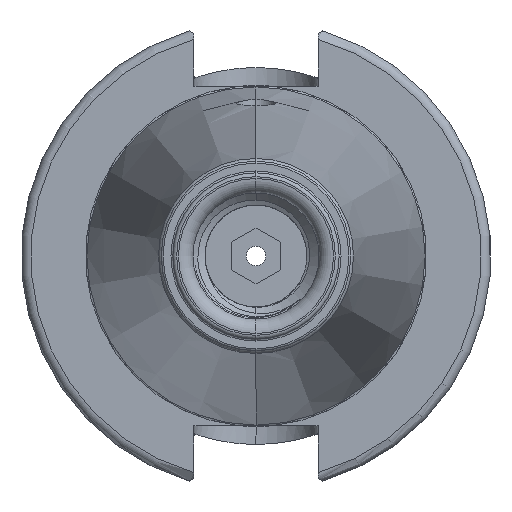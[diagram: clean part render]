
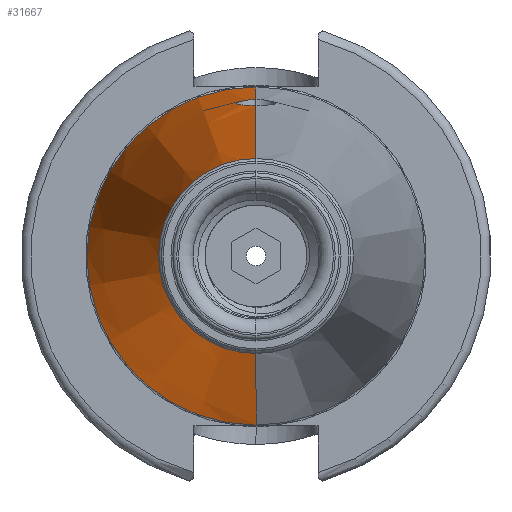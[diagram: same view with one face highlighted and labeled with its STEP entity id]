
A CAD part, left-side view. The second image highlights one B-rep face of the part: STEP entity #31667.
In plain terms, the highlighted conical face has half-angle 8.297 degrees and reference radius 35.027 mm.
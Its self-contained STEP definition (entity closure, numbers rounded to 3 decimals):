
#7976 = CARTESIAN_POINT ( 'NONE',  ( -110.123, 0., -20.207 ) ) ;
#7998 = CARTESIAN_POINT ( 'NONE',  ( -8.5, 0., 35.027 ) ) ;
#8036 = CARTESIAN_POINT ( 'NONE',  ( -110.123, 0., 20.207 ) ) ;
#8038 = CARTESIAN_POINT ( 'NONE',  ( -8.5, 0., -35.027 ) ) ;
#11932 = ORIENTED_EDGE ( 'NONE', *, *, #51161, .T. ) ;
#11936 = ORIENTED_EDGE ( 'NONE', *, *, #51204, .F. ) ;
#11943 = ORIENTED_EDGE ( 'NONE', *, *, #51205, .T. ) ;
#11964 = ORIENTED_EDGE ( 'NONE', *, *, #51189, .F. ) ;
#11974 = ORIENTED_EDGE ( 'NONE', *, *, #51159, .F. ) ;
#11975 = ORIENTED_EDGE ( 'NONE', *, *, #51203, .T. ) ;
#15207 = AXIS2_PLACEMENT_3D ( 'NONE', #55782, #55768, #55803 ) ;
#15237 = AXIS2_PLACEMENT_3D ( 'NONE', #55464, #55440, #55448 ) ;
#19784 = B_SPLINE_CURVE_WITH_KNOTS ( 'NONE', 3,
 ( #55731, #55750, #55732, #55735, #55736, #55719, #55737, #55746, #55714, #55733, #55739, #55720, #55734, #55690, #55718, #55692, #55722, #55693, #55729, #55694, #55747, #55696, #55749, #55753, #55724, #55706, #55726, #55754, #55707, #55697, #55756, #55709, #55798, #55792 ),
 .UNSPECIFIED., .F., .F.,
 ( 4, 2, 2, 2, 2, 2, 2, 2, 2, 2, 2, 2, 2, 2, 2, 2, 4 ),
 ( 0.009, 0.01, 0.011, 0.012, 0.013, 0.013, 0.014, 0.015, 0.016, 0.017, 0.017, 0.018, 0.019, 0.02, 0.02, 0.021, 0.022 ),
 .UNSPECIFIED. ) ;
#26710 = AXIS2_PLACEMENT_3D ( 'NONE', #42682, #42708, #42720 ) ;
#27933 = EDGE_LOOP ( 'NONE', ( #11974, #11932, #11936, #11975, #11943, #11964 ) ) ;
#28399 = VERTEX_POINT ( 'NONE', #7998 ) ;
#28408 = VERTEX_POINT ( 'NONE', #7976 ) ;
#28488 = VERTEX_POINT ( 'NONE', #8036 ) ;
#28497 = VERTEX_POINT ( 'NONE', #8038 ) ;
#31667 = ADVANCED_FACE ( 'NONE', ( #43784 ), #43827, .T. ) ;
#40097 = VERTEX_POINT ( 'NONE', #42368 ) ;
#40206 = VERTEX_POINT ( 'NONE', #42417 ) ;
#42368 = CARTESIAN_POINT ( 'NONE',  ( -34.5, 0., 31.235 ) ) ;
#42417 = CARTESIAN_POINT ( 'NONE',  ( -26.5, 0., 32.402 ) ) ;
#42682 = CARTESIAN_POINT ( 'NONE',  ( -8.5, 0., 0. ) ) ;
#42708 = DIRECTION ( 'NONE',  ( 1., 0., 0. ) ) ;
#42720 = DIRECTION ( 'NONE',  ( 0., 0., -1. ) ) ;
#43784 = FACE_OUTER_BOUND ( 'NONE', #27933, .T. ) ;
#43827 = CONICAL_SURFACE ( 'NONE', #26710, 35.027, 0.145 ) ;
#44269 = CIRCLE ( 'NONE', #15237, 20.207 ) ;
#44312 = LINE ( 'NONE', #55432, #44369 ) ;
#44369 = VECTOR ( 'NONE', #55463, 1000. ) ;
#44378 = VECTOR ( 'NONE', #55760, 1000. ) ;
#44385 = CIRCLE ( 'NONE', #15207, 35.027 ) ;
#44417 = LINE ( 'NONE', #55711, #44378 ) ;
#44478 = LINE ( 'NONE', #55586, #44499 ) ;
#44499 = VECTOR ( 'NONE', #55561, 1000. ) ;
#51159 = EDGE_CURVE ( 'NONE', #28488, #28408, #44269, .T. ) ;
#51161 = EDGE_CURVE ( 'NONE', #28488, #40097, #44312, .T. ) ;
#51189 = EDGE_CURVE ( 'NONE', #28408, #28497, #44478, .T. ) ;
#51203 = EDGE_CURVE ( 'NONE', #40206, #28399, #44417, .T. ) ;
#51204 = EDGE_CURVE ( 'NONE', #40206, #40097, #19784, .T. ) ;
#51205 = EDGE_CURVE ( 'NONE', #28399, #28497, #44385, .T. ) ;
#55432 = CARTESIAN_POINT ( 'NONE',  ( -8.5, 0., 35.027 ) ) ;
#55440 = DIRECTION ( 'NONE',  ( -1., 0., 0. ) ) ;
#55448 = DIRECTION ( 'NONE',  ( 0., 0., 1. ) ) ;
#55463 = DIRECTION ( 'NONE',  ( 0.99, 0., 0.144 ) ) ;
#55464 = CARTESIAN_POINT ( 'NONE',  ( -110.123, 0., 0. ) ) ;
#55561 = DIRECTION ( 'NONE',  ( 0.99, 0., -0.144 ) ) ;
#55586 = CARTESIAN_POINT ( 'NONE',  ( -8.5, 0., -35.027 ) ) ;
#55690 = CARTESIAN_POINT ( 'NONE',  ( -29.197, 3.791, 31.784 ) ) ;
#55692 = CARTESIAN_POINT ( 'NONE',  ( -29.958, 3.972, 31.65 ) ) ;
#55693 = CARTESIAN_POINT ( 'NONE',  ( -30.735, 4.002, 31.532 ) ) ;
#55694 = CARTESIAN_POINT ( 'NONE',  ( -31.512, 3.879, 31.433 ) ) ;
#55696 = CARTESIAN_POINT ( 'NONE',  ( -32.249, 3.607, 31.357 ) ) ;
#55697 = CARTESIAN_POINT ( 'NONE',  ( -34.293, 1.296, 31.24 ) ) ;
#55706 = CARTESIAN_POINT ( 'NONE',  ( -33.503, 2.656, 31.269 ) ) ;
#55707 = CARTESIAN_POINT ( 'NONE',  ( -34.09, 1.783, 31.245 ) ) ;
#55709 = CARTESIAN_POINT ( 'NONE',  ( -34.474, 0.529, 31.236 ) ) ;
#55711 = CARTESIAN_POINT ( 'NONE',  ( -8.5, 0., 35.027 ) ) ;
#55714 = CARTESIAN_POINT ( 'NONE',  ( -27.491, 2.648, 32.149 ) ) ;
#55718 = CARTESIAN_POINT ( 'NONE',  ( -29.447, 3.868, 31.738 ) ) ;
#55719 = CARTESIAN_POINT ( 'NONE',  ( -26.909, 1.781, 32.294 ) ) ;
#55720 = CARTESIAN_POINT ( 'NONE',  ( -28.492, 3.469, 31.924 ) ) ;
#55722 = CARTESIAN_POINT ( 'NONE',  ( -30.216, 3.998, 31.608 ) ) ;
#55724 = CARTESIAN_POINT ( 'NONE',  ( -33.125, 3.029, 31.29 ) ) ;
#55726 = CARTESIAN_POINT ( 'NONE',  ( -33.67, 2.453, 31.261 ) ) ;
#55729 = CARTESIAN_POINT ( 'NONE',  ( -30.999, 3.977, 31.496 ) ) ;
#55731 = CARTESIAN_POINT ( 'NONE',  ( -26.5, 0., 32.402 ) ) ;
#55732 = CARTESIAN_POINT ( 'NONE',  ( -26.526, 0.528, 32.395 ) ) ;
#55733 = CARTESIAN_POINT ( 'NONE',  ( -27.858, 3.014, 32.063 ) ) ;
#55734 = CARTESIAN_POINT ( 'NONE',  ( -28.721, 3.592, 31.877 ) ) ;
#55735 = CARTESIAN_POINT ( 'NONE',  ( -26.629, 1.042, 32.368 ) ) ;
#55736 = CARTESIAN_POINT ( 'NONE',  ( -26.707, 1.297, 32.347 ) ) ;
#55737 = CARTESIAN_POINT ( 'NONE',  ( -27.032, 2.011, 32.263 ) ) ;
#55739 = CARTESIAN_POINT ( 'NONE',  ( -28.058, 3.179, 32.018 ) ) ;
#55746 = CARTESIAN_POINT ( 'NONE',  ( -27.323, 2.444, 32.19 ) ) ;
#55747 = CARTESIAN_POINT ( 'NONE',  ( -31.762, 3.805, 31.405 ) ) ;
#55749 = CARTESIAN_POINT ( 'NONE',  ( -32.485, 3.483, 31.337 ) ) ;
#55750 = CARTESIAN_POINT ( 'NONE',  ( -26.5, 0.266, 32.402 ) ) ;
#55753 = CARTESIAN_POINT ( 'NONE',  ( -32.922, 3.194, 31.303 ) ) ;
#55754 = CARTESIAN_POINT ( 'NONE',  ( -33.964, 2.018, 31.249 ) ) ;
#55756 = CARTESIAN_POINT ( 'NONE',  ( -34.37, 1.045, 31.238 ) ) ;
#55760 = DIRECTION ( 'NONE',  ( 0.99, 0., 0.144 ) ) ;
#55768 = DIRECTION ( 'NONE',  ( -1., 0., 0. ) ) ;
#55782 = CARTESIAN_POINT ( 'NONE',  ( -8.5, 0., 0. ) ) ;
#55792 = CARTESIAN_POINT ( 'NONE',  ( -34.5, 0., 31.235 ) ) ;
#55798 = CARTESIAN_POINT ( 'NONE',  ( -34.5, 0.263, 31.235 ) ) ;
#55803 = DIRECTION ( 'NONE',  ( 0., 0., 1. ) ) ;
